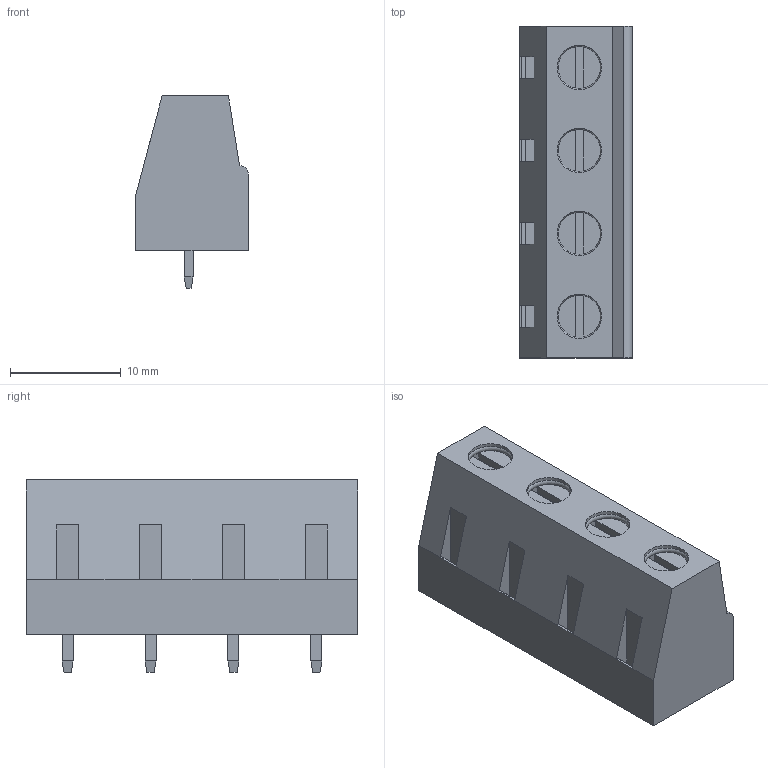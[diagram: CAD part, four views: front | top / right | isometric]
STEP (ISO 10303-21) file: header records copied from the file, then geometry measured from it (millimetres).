
FILE_DESCRIPTION(/* description */ ('Unknown'),/* implementation_level */ '2;1');
FILE_NAME(/* name */ 'MB310-75004-20230306',/* time_stamp */ '2023-03-07T08:24:01+08:00',/* author */ ('Unknown'),/* organization */ ('Unknown'),/* preprocessor_version */ 'ST-DEVELOPER v16.7',/* originating_system */ 'DEX',/* authorisation */ $);
FILE_SCHEMA (('AUTOMOTIVE_DESIGN {1 0 10303 214 3 1 1}'));
Length unit declared in the file: millimetre
Products named in the file (1): MB310-75004-20230306
Bounding box: 10.2 x 30 x 17.37 mm (x, y, z)
Volume: 3484 mm3; surface area: 2099.7 mm2
Topology: 5 solids, 5 shells, 145 faces, 329 edges, 206 vertices
Faces by surface type: plane 120, cylinder 17, cone 4, torus 4
Full cylindrical faces by diameter (mm): 2.626 x4, 3.826 x4, 4.026 x8
Entity records: 4677 total; most frequent: CARTESIAN_POINT 649, DIRECTION 639, ORIENTED_EDGE 602, EDGE_CURVE 301, LINE 255, VECTOR 255, VERTEX_POINT 202, AXIS2_PLACEMENT_3D 192
